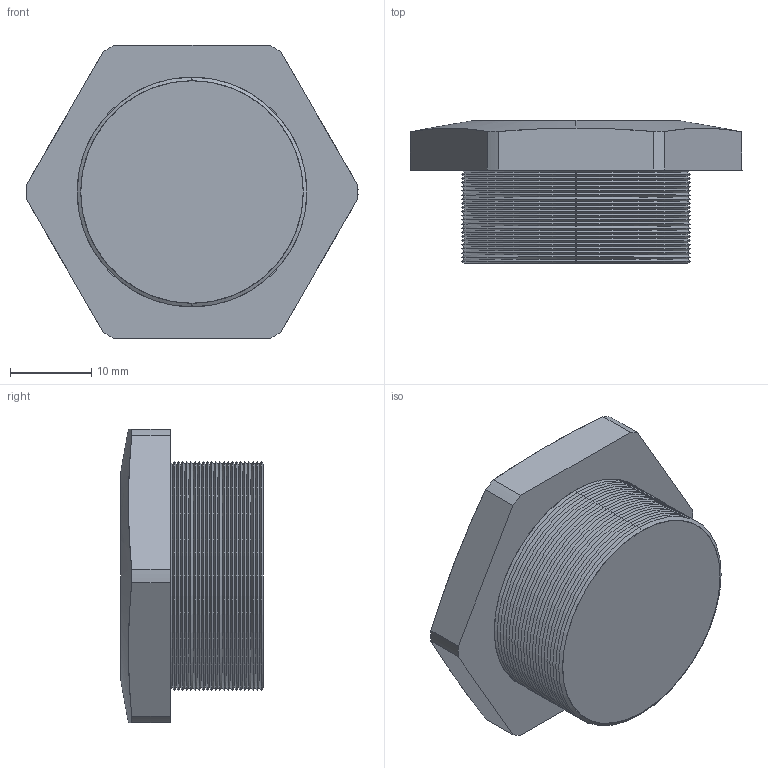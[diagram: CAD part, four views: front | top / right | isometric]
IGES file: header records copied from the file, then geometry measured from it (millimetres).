
Start section: SolidWorks IGES file using analytic representation for surfaces
Global section: file name: HP-21-BK.IGS; native system: SolidWorks 2007; preprocessor: SolidWorks 2007; author: BSI 05; date: 080401.115425; units: inch
Bounding box: 40.75 x 17.53 x 36.07 mm (x, y, z)
Surface area: 5033.9 mm2 (no closed solid volume)
Topology: 0 solids, 0 shells, 113 faces, 682 edges, 680 vertices
Faces by surface type: revolution 104, bspline 9
